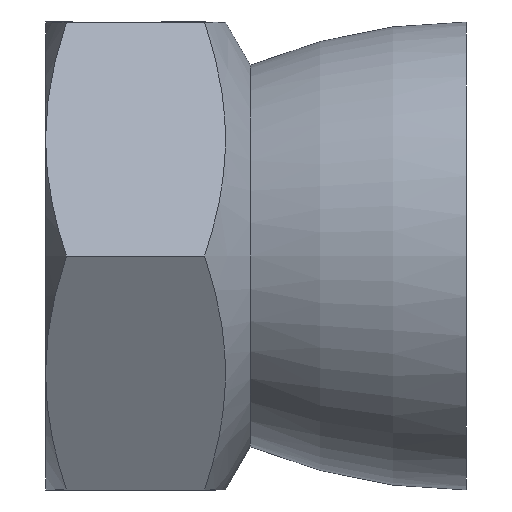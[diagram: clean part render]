
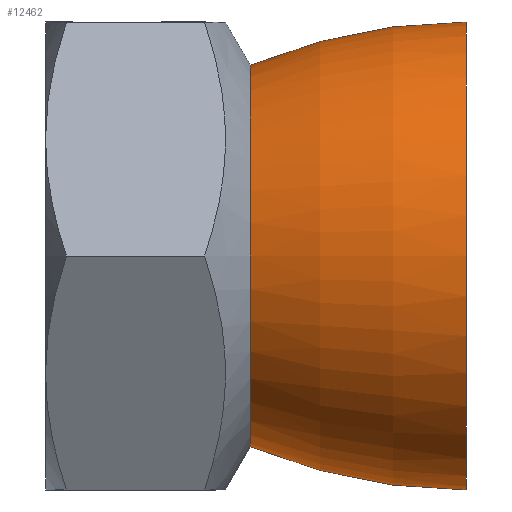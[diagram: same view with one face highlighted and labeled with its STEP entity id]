
A CAD part, left-side view. The second image highlights one B-rep face of the part: STEP entity #12462.
In plain terms, the highlighted toroidal (fillet/blend) face has major radius 9.1 mm and minor radius 15.6 mm.
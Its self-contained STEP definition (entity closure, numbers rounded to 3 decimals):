
#347 = EDGE_CURVE ( 'NONE', #4144, #4144, #13243, .T. ) ;
#498 = DIRECTION ( 'NONE',  ( 0., 1., 0. ) ) ;
#876 = EDGE_LOOP ( 'NONE', ( #3247 ) ) ;
#1550 = DIRECTION ( 'NONE',  ( -1., 0., 0. ) ) ;
#2155 = TOROIDAL_SURFACE ( 'NONE', #13157, -9.1, 15.6 ) ;
#2340 = FACE_OUTER_BOUND ( 'NONE', #11286, .T. ) ;
#3003 = CARTESIAN_POINT ( 'NONE',  ( 0., 0., 0. ) ) ;
#3096 = CIRCLE ( 'NONE', #4121, 6.5 ) ;
#3247 = ORIENTED_EDGE ( 'NONE', *, *, #347, .F. ) ;
#4121 = AXIS2_PLACEMENT_3D ( 'NONE', #13722, #14923, #10315 ) ;
#4144 = VERTEX_POINT ( 'NONE', #9424 ) ;
#4183 = DIRECTION ( 'NONE',  ( -1., 0., 0. ) ) ;
#5104 = FACE_OUTER_BOUND ( 'NONE', #876, .T. ) ;
#5762 = CARTESIAN_POINT ( 'NONE',  ( -6.5, 0., 0. ) ) ;
#8227 = ORIENTED_EDGE ( 'NONE', *, *, #12778, .T. ) ;
#8425 = VERTEX_POINT ( 'NONE', #5762 ) ;
#8668 = DIRECTION ( 'NONE',  ( 0., 1., 0. ) ) ;
#8819 = CARTESIAN_POINT ( 'NONE',  ( 0., 6., 0. ) ) ;
#9424 = CARTESIAN_POINT ( 'NONE',  ( -5.3, 6., 0. ) ) ;
#10315 = DIRECTION ( 'NONE',  ( -1., 0., 0. ) ) ;
#11286 = EDGE_LOOP ( 'NONE', ( #8227 ) ) ;
#11590 = AXIS2_PLACEMENT_3D ( 'NONE', #8819, #8668, #1550 ) ;
#12462 = ADVANCED_FACE ( 'NONE', ( #5104, #2340 ), #2155, .T. ) ;
#12778 = EDGE_CURVE ( 'NONE', #8425, #8425, #3096, .T. ) ;
#13157 = AXIS2_PLACEMENT_3D ( 'NONE', #3003, #498, #4183 ) ;
#13243 = CIRCLE ( 'NONE', #11590, 5.3 ) ;
#13722 = CARTESIAN_POINT ( 'NONE',  ( 0., 0., 0. ) ) ;
#14923 = DIRECTION ( 'NONE',  ( 0., 1., 0. ) ) ;
